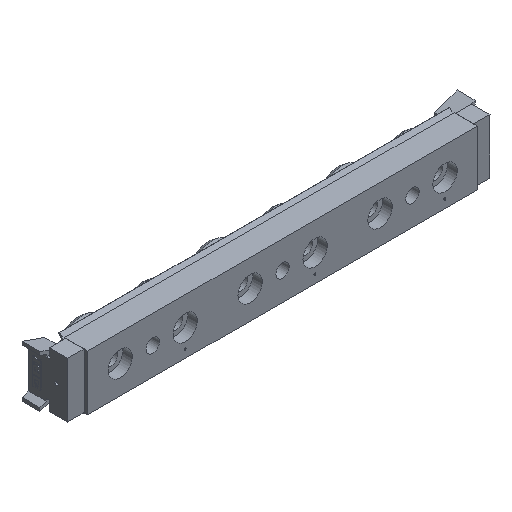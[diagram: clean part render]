
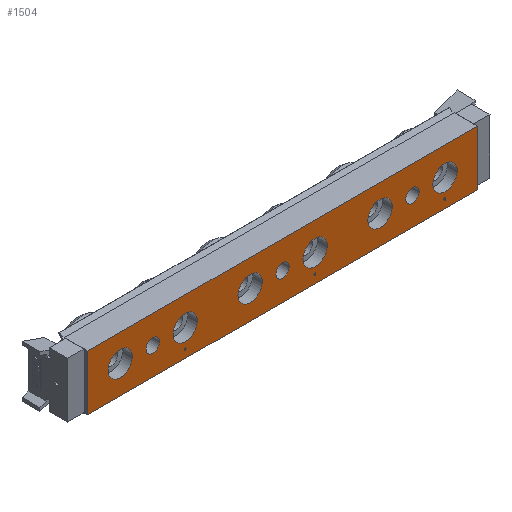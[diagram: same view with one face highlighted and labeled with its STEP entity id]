
A CAD part, isometric view. The second image highlights one B-rep face of the part: STEP entity #1504.
In plain terms, the highlighted planar face has unit normal (0, -1, 0).
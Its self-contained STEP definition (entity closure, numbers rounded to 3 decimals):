
#112=CARTESIAN_POINT('',(42.067,0.0,0.));
#113=VERTEX_POINT('',#112);
#114=CARTESIAN_POINT('',(40.0,0.0,0.));
#115=DIRECTION('',(0.0,1.0,0.0));
#116=DIRECTION('',(1.0,0.0,0.0));
#117=AXIS2_PLACEMENT_3D('',#114,#115,#116);
#118=CIRCLE('',#117,2.067);
#119=EDGE_CURVE('',#113,#113,#118,.T.);
#140=CARTESIAN_POINT('',(2.067,0.0,0.));
#141=VERTEX_POINT('',#140);
#142=CARTESIAN_POINT('',(0.0,0.0,0.));
#143=DIRECTION('',(0.0,1.0,0.0));
#144=DIRECTION('',(1.0,0.0,0.0));
#145=AXIS2_PLACEMENT_3D('',#142,#143,#144);
#146=CIRCLE('',#145,2.067);
#147=EDGE_CURVE('',#141,#141,#146,.T.);
#168=CARTESIAN_POINT('',(-37.933,0.0,0.));
#169=VERTEX_POINT('',#168);
#170=CARTESIAN_POINT('',(-40.0,0.0,0.));
#171=DIRECTION('',(0.0,1.0,0.0));
#172=DIRECTION('',(1.0,0.0,0.0));
#173=AXIS2_PLACEMENT_3D('',#170,#171,#172);
#174=CIRCLE('',#173,2.067);
#175=EDGE_CURVE('',#169,#169,#174,.T.);
#563=CARTESIAN_POINT('',(60.0,0.0,8.5));
#564=VERTEX_POINT('',#563);
#571=CARTESIAN_POINT('',(60.0,0.0,-8.5));
#572=VERTEX_POINT('',#571);
#573=CARTESIAN_POINT('',(60.0,0.0,8.5));
#574=DIRECTION('',(0.0,0.0,-1.0));
#575=VECTOR('',#574,17.);
#576=LINE('',#573,#575);
#577=EDGE_CURVE('',#564,#572,#576,.T.);
#743=CARTESIAN_POINT('',(33.75,0.0,0.2));
#744=VERTEX_POINT('',#743);
#745=CARTESIAN_POINT('',(30.0,0.0,0.2));
#746=DIRECTION('',(0.0,1.0,0.0));
#747=DIRECTION('',(1.0,0.0,0.0));
#748=AXIS2_PLACEMENT_3D('',#745,#746,#747);
#749=CIRCLE('',#748,3.75);
#750=EDGE_CURVE('',#744,#744,#749,.T.);
#843=CARTESIAN_POINT('',(-6.25,0.0,0.2));
#844=VERTEX_POINT('',#843);
#845=CARTESIAN_POINT('',(-10.0,0.0,0.2));
#846=DIRECTION('',(0.0,1.0,0.0));
#847=DIRECTION('',(1.0,0.0,0.0));
#848=AXIS2_PLACEMENT_3D('',#845,#846,#847);
#849=CIRCLE('',#848,3.75);
#850=EDGE_CURVE('',#844,#844,#849,.T.);
#943=CARTESIAN_POINT('',(-46.25,0.0,0.2));
#944=VERTEX_POINT('',#943);
#945=CARTESIAN_POINT('',(-50.0,0.0,0.2));
#946=DIRECTION('',(0.0,1.0,0.0));
#947=DIRECTION('',(1.0,0.0,0.0));
#948=AXIS2_PLACEMENT_3D('',#945,#946,#947);
#949=CIRCLE('',#948,3.75);
#950=EDGE_CURVE('',#944,#944,#949,.T.);
#992=CARTESIAN_POINT('',(50.25,0.0,-6.));
#993=VERTEX_POINT('',#992);
#994=CARTESIAN_POINT('',(50.0,0.0,-6.));
#995=DIRECTION('',(0.0,1.0,0.0));
#996=DIRECTION('',(1.0,0.0,0.0));
#997=AXIS2_PLACEMENT_3D('',#994,#995,#996);
#998=CIRCLE('',#997,0.25);
#999=EDGE_CURVE('',#993,#993,#998,.T.);
#1080=CARTESIAN_POINT('',(53.75,0.0,-0.2));
#1081=VERTEX_POINT('',#1080);
#1082=CARTESIAN_POINT('',(50.0,0.0,-0.2));
#1083=DIRECTION('',(0.0,1.0,0.0));
#1084=DIRECTION('',(1.0,0.0,0.0));
#1085=AXIS2_PLACEMENT_3D('',#1082,#1083,#1084);
#1086=CIRCLE('',#1085,3.75);
#1087=EDGE_CURVE('',#1081,#1081,#1086,.T.);
#1129=CARTESIAN_POINT('',(10.25,0.0,-6.));
#1130=VERTEX_POINT('',#1129);
#1131=CARTESIAN_POINT('',(10.0,0.0,-6.));
#1132=DIRECTION('',(0.0,1.0,0.0));
#1133=DIRECTION('',(1.0,0.0,0.0));
#1134=AXIS2_PLACEMENT_3D('',#1131,#1132,#1133);
#1135=CIRCLE('',#1134,0.25);
#1136=EDGE_CURVE('',#1130,#1130,#1135,.T.);
#1217=CARTESIAN_POINT('',(13.75,0.0,-0.2));
#1218=VERTEX_POINT('',#1217);
#1219=CARTESIAN_POINT('',(10.0,0.0,-0.2));
#1220=DIRECTION('',(0.0,1.0,0.0));
#1221=DIRECTION('',(1.0,0.0,0.0));
#1222=AXIS2_PLACEMENT_3D('',#1219,#1220,#1221);
#1223=CIRCLE('',#1222,3.75);
#1224=EDGE_CURVE('',#1218,#1218,#1223,.T.);
#1266=CARTESIAN_POINT('',(-29.75,0.0,-6.));
#1267=VERTEX_POINT('',#1266);
#1268=CARTESIAN_POINT('',(-30.0,0.0,-6.));
#1269=DIRECTION('',(0.0,1.0,0.0));
#1270=DIRECTION('',(1.0,0.0,0.0));
#1271=AXIS2_PLACEMENT_3D('',#1268,#1269,#1270);
#1272=CIRCLE('',#1271,0.25);
#1273=EDGE_CURVE('',#1267,#1267,#1272,.T.);
#1354=CARTESIAN_POINT('',(-26.25,0.0,-0.2));
#1355=VERTEX_POINT('',#1354);
#1356=CARTESIAN_POINT('',(-30.0,0.0,-0.2));
#1357=DIRECTION('',(0.0,1.0,0.0));
#1358=DIRECTION('',(1.0,0.0,0.0));
#1359=AXIS2_PLACEMENT_3D('',#1356,#1357,#1358);
#1360=CIRCLE('',#1359,3.75);
#1361=EDGE_CURVE('',#1355,#1355,#1360,.T.);
#1392=CARTESIAN_POINT('',(-60.0,0.0,-8.5));
#1393=VERTEX_POINT('',#1392);
#1400=CARTESIAN_POINT('',(-60.0,0.0,8.5));
#1401=VERTEX_POINT('',#1400);
#1402=CARTESIAN_POINT('',(-60.0,0.0,-8.5));
#1403=DIRECTION('',(0.0,0.0,1.0));
#1404=VECTOR('',#1403,17.0);
#1405=LINE('',#1402,#1404);
#1406=EDGE_CURVE('',#1393,#1401,#1405,.T.);
#1430=CARTESIAN_POINT('',(60.0,0.0,-8.5));
#1431=DIRECTION('',(-1.0,0.0,0.0));
#1432=VECTOR('',#1431,120.0);
#1433=LINE('',#1430,#1432);
#1434=EDGE_CURVE('',#572,#1393,#1433,.T.);
#1447=CARTESIAN_POINT('',(-60.0,0.0,8.5));
#1448=DIRECTION('',(1.0,0.0,0.0));
#1449=VECTOR('',#1448,120.0);
#1450=LINE('',#1447,#1449);
#1451=EDGE_CURVE('',#1401,#564,#1450,.T.);
#1457=CARTESIAN_POINT('',(0.,0.0,0.));
#1458=DIRECTION('',(0.0,1.0,0.0));
#1459=DIRECTION('',(0.0,0.0,1.0));
#1460=AXIS2_PLACEMENT_3D('',#1457,#1458,#1459);
#1461=PLANE('',#1460);
#1462=ORIENTED_EDGE('',*,*,#1451,.F.);
#1463=ORIENTED_EDGE('',*,*,#1406,.F.);
#1464=ORIENTED_EDGE('',*,*,#1434,.F.);
#1465=ORIENTED_EDGE('',*,*,#577,.F.);
#1466=EDGE_LOOP('',(#1462,#1463,#1464,#1465));
#1467=FACE_OUTER_BOUND('',#1466,.T.);
#1468=ORIENTED_EDGE('',*,*,#119,.T.);
#1469=EDGE_LOOP('',(#1468));
#1470=FACE_BOUND('',#1469,.T.);
#1471=ORIENTED_EDGE('',*,*,#147,.T.);
#1472=EDGE_LOOP('',(#1471));
#1473=FACE_BOUND('',#1472,.T.);
#1474=ORIENTED_EDGE('',*,*,#175,.T.);
#1475=EDGE_LOOP('',(#1474));
#1476=FACE_BOUND('',#1475,.T.);
#1477=ORIENTED_EDGE('',*,*,#750,.T.);
#1478=EDGE_LOOP('',(#1477));
#1479=FACE_BOUND('',#1478,.T.);
#1480=ORIENTED_EDGE('',*,*,#850,.T.);
#1481=EDGE_LOOP('',(#1480));
#1482=FACE_BOUND('',#1481,.T.);
#1483=ORIENTED_EDGE('',*,*,#950,.T.);
#1484=EDGE_LOOP('',(#1483));
#1485=FACE_BOUND('',#1484,.T.);
#1486=ORIENTED_EDGE('',*,*,#999,.T.);
#1487=EDGE_LOOP('',(#1486));
#1488=FACE_BOUND('',#1487,.T.);
#1489=ORIENTED_EDGE('',*,*,#1087,.T.);
#1490=EDGE_LOOP('',(#1489));
#1491=FACE_BOUND('',#1490,.T.);
#1492=ORIENTED_EDGE('',*,*,#1136,.T.);
#1493=EDGE_LOOP('',(#1492));
#1494=FACE_BOUND('',#1493,.T.);
#1495=ORIENTED_EDGE('',*,*,#1224,.T.);
#1496=EDGE_LOOP('',(#1495));
#1497=FACE_BOUND('',#1496,.T.);
#1498=ORIENTED_EDGE('',*,*,#1273,.T.);
#1499=EDGE_LOOP('',(#1498));
#1500=FACE_BOUND('',#1499,.T.);
#1501=ORIENTED_EDGE('',*,*,#1361,.T.);
#1502=EDGE_LOOP('',(#1501));
#1503=FACE_BOUND('',#1502,.T.);
#1504=ADVANCED_FACE('',(#1467,#1470,#1473,#1476,#1479,#1482,#1485,#1488,#1491,#1494,#1497,#1500,#1503),#1461,.F.);
